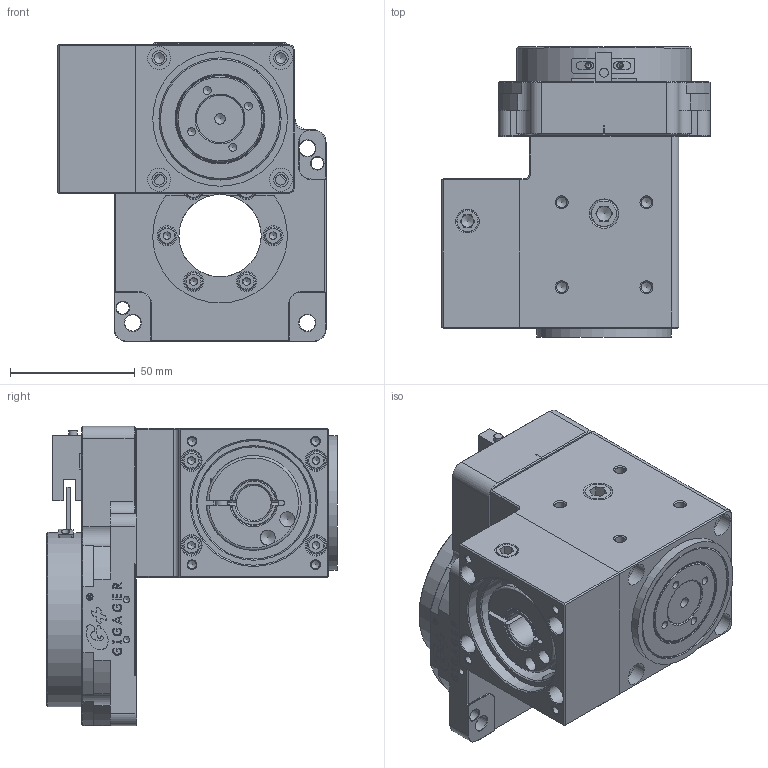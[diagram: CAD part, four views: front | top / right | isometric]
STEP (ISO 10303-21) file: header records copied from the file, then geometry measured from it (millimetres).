
FILE_DESCRIPTION (( 'STEP AP203' ), '1' );
FILE_NAME ('GSG85Z-18K-SV1-L.step', '2021-06-01T02:15:45', ( 'Microsoft' ), ( 'Microsoft' ), 'SwSTEP 2.0', 'SolidWorks 2019', '' );
FILE_SCHEMA (( 'CONFIG_CONTROL_DESIGN' ));
Length unit declared in the file: millimetre
Products named in the file (1): GSG85Z-18K-SV1-L
Bounding box: 107.5 x 116.5 x 120 mm (x, y, z)
Volume: 468853.8 mm3; surface area: 160409 mm2
Topology: 29 solids, 29 shells, 1207 faces, 2917 edges, 1836 vertices
Faces by surface type: plane 583, cylinder 253, cone 237, bspline 109, torus 25
Full cylindrical faces by diameter (mm): 1.088 x1, 2.05 x2, 2.5 x8, 3.2 x4, 3.3 x20, 3.5 x1, 4 x14, 4.2 x22, 4.5 x6, 5 x5, 5.5 x1, 5.8 x4, 6 x2, 6.5 x4, 7 x10, 8 x10, 8.5 x3, 9.2 x4, 10 x2, 10.2 x3, 12 x3, 14 x1, 14.4 x1, 16.493 x1, 16.909 x1, 18.5 x1, 19 x1, 20 x5, 23.5 x1, 25 x4
Entity records: 37678 total; most frequent: CARTESIAN_POINT 12302, DIRECTION 5041, ORIENTED_EDGE 4718, EDGE_CURVE 2359, AXIS2_PLACEMENT_3D 1885, EDGE_LOOP 1759, VERTEX_POINT 1676, FACE_OUTER_BOUND 1414
